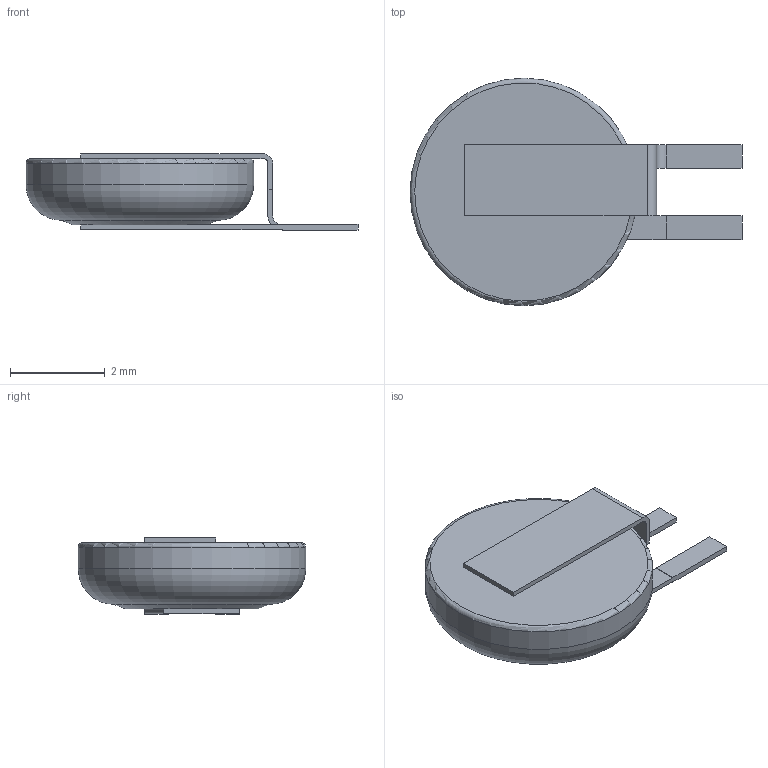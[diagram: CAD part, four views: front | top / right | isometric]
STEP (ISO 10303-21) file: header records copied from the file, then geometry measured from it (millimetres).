
FILE_DESCRIPTION(/* description */ (''),/* implementation_level */ '2;1');
FILE_NAME(/* name */ 'MS412FE FL26E.step',/* time_stamp */ '2020-02-23T18:39:55-08:00',/* author */ (''),/* organization */ (''),/* preprocessor_version */ 'ST-DEVELOPER v18',/* originating_system */ 'Autodesk Translation Framework v8.12.0.6',/* authorisation */ '');
FILE_SCHEMA (('AUTOMOTIVE_DESIGN { 1 0 10303 214 3 1 1 }'));
Length unit declared in the file: millimetre
Products named in the file (1): MS412FE FL26E
Bounding box: 7 x 4.8 x 1.61 mm (x, y, z)
Volume: 24.1 mm3; surface area: 65 mm2
Topology: 1 solids, 1 shells, 38 faces, 102 edges, 66 vertices
Faces by surface type: plane 30, cylinder 5, torus 2, cone 1
Full cylindrical faces by diameter (mm): 4.8 x1
Entity records: 1233 total; most frequent: CARTESIAN_POINT 207, ORIENTED_EDGE 204, DIRECTION 204, EDGE_CURVE 102, LINE 78, VECTOR 78, VERTEX_POINT 66, AXIS2_PLACEMENT_3D 63
